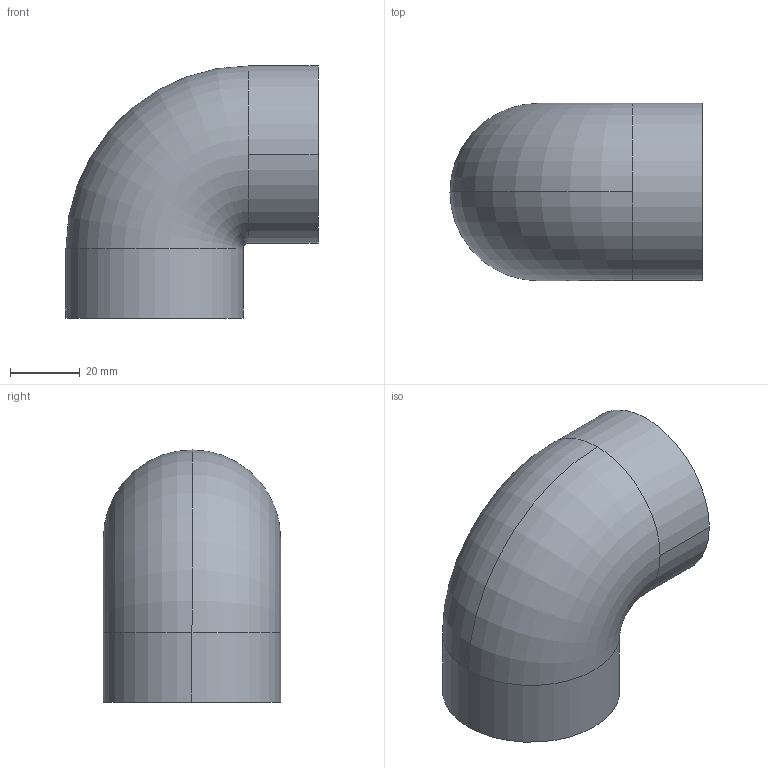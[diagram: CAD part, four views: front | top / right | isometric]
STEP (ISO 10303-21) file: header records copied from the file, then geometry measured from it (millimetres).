
FILE_DESCRIPTION(('STEP AP214'),'1');
FILE_NAME('cctmp_CEA40267-12B3-4FE4-B951-576446AECCF6_2022_03_09_11_41_25_0253..stp','2022-03-09T10:41:25',('Praher Valves GmbH'),('CADClick - www.CADClick.com'),'Spatial InterOp 3D',' ','unknown authorization');
FILE_SCHEMA(('AUTOMOTIVE_DESIGN'));
Length unit declared in the file: millimetre
Products named in the file (1): 70820
Bounding box: 72.5 x 51 x 72.5 mm (x, y, z)
Volume: 76084.7 mm3; surface area: 25053.2 mm2
Topology: 1 solids, 1 shells, 16 faces, 36 edges, 23 vertices
Faces by surface type: cylinder 8, torus 4, plane 4
Entity records: 868 total; most frequent: CARTESIAN_POINT 342, DIRECTION 86, ORIENTED_EDGE 72, AXIS2_PLACEMENT_3D 39, EDGE_CURVE 36, VERTEX_POINT 23, CIRCLE 22, EDGE_LOOP 19
